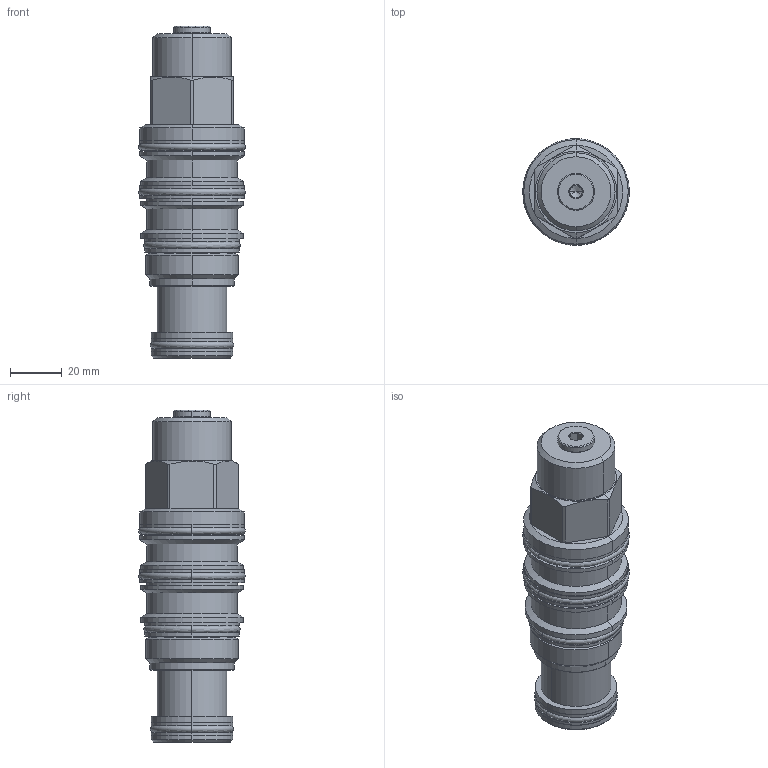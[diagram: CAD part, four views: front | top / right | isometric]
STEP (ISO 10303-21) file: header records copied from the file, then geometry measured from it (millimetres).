
FILE_DESCRIPTION((''),'2;1');
FILE_NAME('PSHT-XFN_PRT','2016-11-02T',('Administrator'),(''),'PRO/ENGINEER BY PARAMETRIC TECHNOLOGY CORPORATION, 2006240','PRO/ENGINEER BY PARAMETRIC TECHNOLOGY CORPORATION, 2006240','');
FILE_SCHEMA(('CONFIG_CONTROL_DESIGN'));
Length unit declared in the file: inch
Products named in the file (1): PSHT-XFN_PRT
Bounding box: 41.17 x 41.16 x 128.33 mm (x, y, z)
Volume: 112966.4 mm3; surface area: 24740.2 mm2
Topology: 6 solids, 7 shells, 200 faces, 420 edges, 245 vertices
Faces by surface type: cylinder 74, plane 50, cone 38, torus 22, revolution 16
Entity records: 6556 total; most frequent: CARTESIAN_POINT 2155, DIRECTION 986, ORIENTED_EDGE 836, EDGE_CURVE 418, AXIS2_PLACEMENT_3D 414, VERTEX_POINT 245, CIRCLE 230, EDGE_LOOP 225
